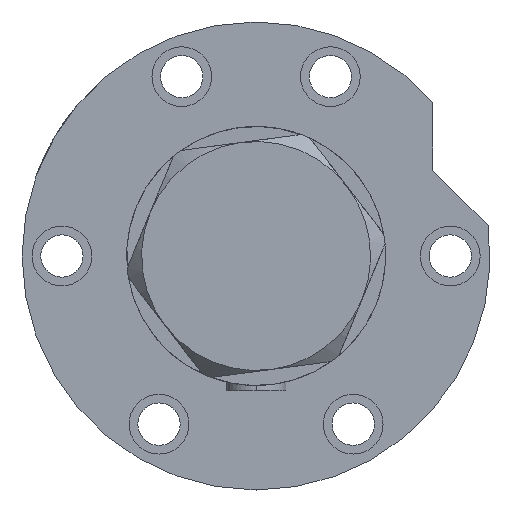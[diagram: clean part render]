
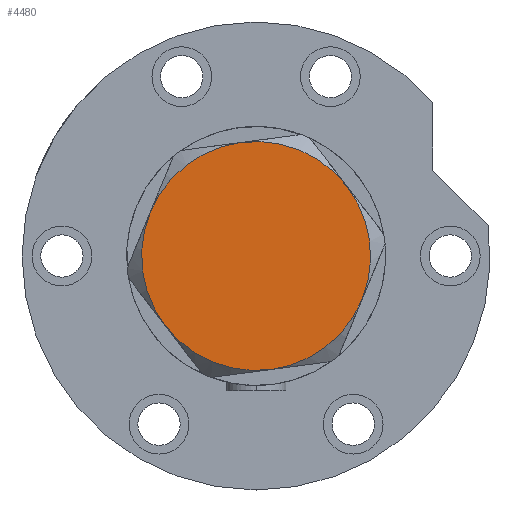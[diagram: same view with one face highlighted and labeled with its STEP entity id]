
A CAD part, left-side view. The second image highlights one B-rep face of the part: STEP entity #4480.
In plain terms, the highlighted face is planar.
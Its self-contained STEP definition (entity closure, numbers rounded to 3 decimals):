
#250 = VERTEX_POINT ( 'NONE', #3870 ) ;
#271 = CARTESIAN_POINT ( 'NONE',  ( 11.5, -19.919, 9. ) ) ;
#519 = EDGE_CURVE ( 'NONE', #3370, #1073, #3908, .T. ) ;
#615 = DIRECTION ( 'NONE',  ( 1., 0., 0. ) ) ;
#1073 = VERTEX_POINT ( 'NONE', #271 ) ;
#1086 = CARTESIAN_POINT ( 'NONE',  ( -23., 0., 9. ) ) ;
#1109 = ORIENTED_EDGE ( 'NONE', *, *, #519, .T. ) ;
#1137 = AXIS2_PLACEMENT_3D ( 'NONE', #6826, #6312, #1575 ) ;
#1245 = DIRECTION ( 'NONE',  ( 0., 0., 1. ) ) ;
#1294 = CIRCLE ( 'NONE', #5135, 23. ) ;
#1447 = CARTESIAN_POINT ( 'NONE',  ( 23., 0., 9. ) ) ;
#1575 = DIRECTION ( 'NONE',  ( 1., 0., 0. ) ) ;
#1587 = CARTESIAN_POINT ( 'NONE',  ( -11.5, -19.919, 9. ) ) ;
#1702 = ORIENTED_EDGE ( 'NONE', *, *, #5526, .T. ) ;
#1750 = AXIS2_PLACEMENT_3D ( 'NONE', #5545, #4092, #3634 ) ;
#2069 = CARTESIAN_POINT ( 'NONE',  ( 0., 0., 9. ) ) ;
#2080 = VERTEX_POINT ( 'NONE', #6454 ) ;
#2292 = AXIS2_PLACEMENT_3D ( 'NONE', #2069, #6291, #615 ) ;
#2296 = CARTESIAN_POINT ( 'NONE',  ( 0., 0., 9. ) ) ;
#2326 = DIRECTION ( 'NONE',  ( 0., 0., 1. ) ) ;
#2330 = EDGE_CURVE ( 'NONE', #1073, #3173, #1294, .T. ) ;
#2405 = ORIENTED_EDGE ( 'NONE', *, *, #4741, .T. ) ;
#2752 = DIRECTION ( 'NONE',  ( 0., 0., 1. ) ) ;
#2815 = DIRECTION ( 'NONE',  ( 1., 0., 0. ) ) ;
#2833 = DIRECTION ( 'NONE',  ( 1., 0., 0. ) ) ;
#2867 = ORIENTED_EDGE ( 'NONE', *, *, #5778, .T. ) ;
#2986 = ORIENTED_EDGE ( 'NONE', *, *, #2330, .T. ) ;
#3173 = VERTEX_POINT ( 'NONE', #1447 ) ;
#3239 = AXIS2_PLACEMENT_3D ( 'NONE', #5379, #2326, #6466 ) ;
#3337 = CARTESIAN_POINT ( 'NONE',  ( 0., 0., 9. ) ) ;
#3370 = VERTEX_POINT ( 'NONE', #1587 ) ;
#3634 = DIRECTION ( 'NONE',  ( 1., 0., 0. ) ) ;
#3870 = CARTESIAN_POINT ( 'NONE',  ( -11.5, 19.919, 9. ) ) ;
#3908 = CIRCLE ( 'NONE', #3239, 23. ) ;
#4079 = CIRCLE ( 'NONE', #4731, 23. ) ;
#4092 = DIRECTION ( 'NONE',  ( 0., 0., 1. ) ) ;
#4298 = CIRCLE ( 'NONE', #1137, 23. ) ;
#4480 = ADVANCED_FACE ( 'NONE', ( #6464 ), #6433, .T. ) ;
#4610 = EDGE_CURVE ( 'NONE', #5248, #3370, #5156, .T. ) ;
#4731 = AXIS2_PLACEMENT_3D ( 'NONE', #3337, #6611, #2833 ) ;
#4741 = EDGE_CURVE ( 'NONE', #2080, #250, #6155, .T. ) ;
#4940 = AXIS2_PLACEMENT_3D ( 'NONE', #2296, #2752, #2815 ) ;
#5027 = ORIENTED_EDGE ( 'NONE', *, *, #4610, .T. ) ;
#5135 = AXIS2_PLACEMENT_3D ( 'NONE', #5890, #1245, #5437 ) ;
#5156 = CIRCLE ( 'NONE', #1750, 23. ) ;
#5248 = VERTEX_POINT ( 'NONE', #1086 ) ;
#5379 = CARTESIAN_POINT ( 'NONE',  ( 0., 0., 9. ) ) ;
#5437 = DIRECTION ( 'NONE',  ( 1., 0., 0. ) ) ;
#5526 = EDGE_CURVE ( 'NONE', #3173, #2080, #4079, .T. ) ;
#5545 = CARTESIAN_POINT ( 'NONE',  ( 0., 0., 9. ) ) ;
#5778 = EDGE_CURVE ( 'NONE', #250, #5248, #4298, .T. ) ;
#5890 = CARTESIAN_POINT ( 'NONE',  ( 0., 0., 9. ) ) ;
#6155 = CIRCLE ( 'NONE', #2292, 23. ) ;
#6291 = DIRECTION ( 'NONE',  ( 0., 0., 1. ) ) ;
#6312 = DIRECTION ( 'NONE',  ( 0., 0., 1. ) ) ;
#6433 = PLANE ( 'NONE',  #4940 ) ;
#6454 = CARTESIAN_POINT ( 'NONE',  ( 11.5, 19.919, 9. ) ) ;
#6464 = FACE_OUTER_BOUND ( 'NONE', #6634, .T. ) ;
#6466 = DIRECTION ( 'NONE',  ( 1., 0., 0. ) ) ;
#6611 = DIRECTION ( 'NONE',  ( 0., 0., 1. ) ) ;
#6634 = EDGE_LOOP ( 'NONE', ( #2986, #1702, #2405, #2867, #5027, #1109 ) ) ;
#6826 = CARTESIAN_POINT ( 'NONE',  ( 0., 0., 9. ) ) ;
